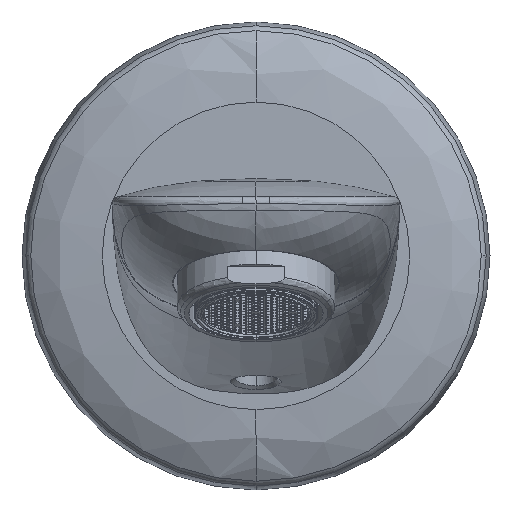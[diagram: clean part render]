
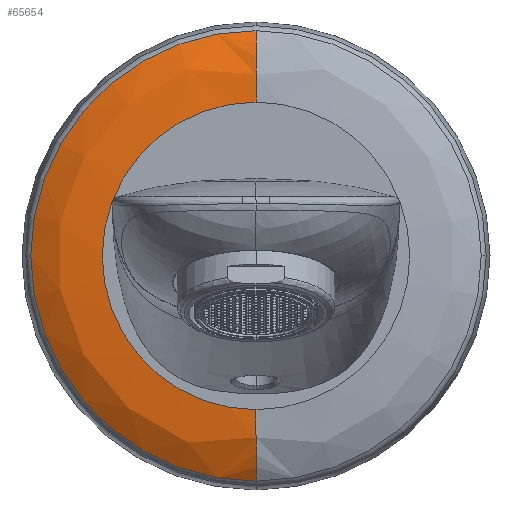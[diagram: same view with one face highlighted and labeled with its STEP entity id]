
A CAD part, top view. The second image highlights one B-rep face of the part: STEP entity #65654.
In plain terms, the highlighted face is a revolution surface.
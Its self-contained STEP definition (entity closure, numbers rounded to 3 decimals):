
#65230=CARTESIAN_POINT('',(0.,23.,0.5));
#65231=CARTESIAN_POINT('',(0.,25.5,0.5));
#65232=CARTESIAN_POINT('',(0.,29.693,0.5));
#65233=CARTESIAN_POINT('',(0.,33.691,-2.368));
#65235=CARTESIAN_POINT('',(0.,0.,-2.368));
#65236=DIRECTION('',(0.,0.,1.));
#65237=DIRECTION('',(-1.,0.,0.));
#65238=AXIS2_PLACEMENT_3D('',#65235,#65236,#65237);
#65240=CARTESIAN_POINT('',(0.,0.,-2.368));
#65241=DIRECTION('',(0.,0.,1.));
#65242=DIRECTION('',(0.,1.,0.));
#65243=AXIS2_PLACEMENT_3D('',#65240,#65241,#65242);
#65255=CARTESIAN_POINT('',(0.,-23.,0.5));
#65256=CARTESIAN_POINT('',(0.,-25.5,0.5));
#65257=CARTESIAN_POINT('',(0.,-29.693,0.5));
#65258=CARTESIAN_POINT('',(0.,-33.691,-2.368));
#65396=CARTESIAN_POINT('',(0.,0.,0.5));
#65397=DIRECTION('',(0.,0.,1.));
#65398=DIRECTION('',(0.,1.,0.));
#65399=AXIS2_PLACEMENT_3D('',#65396,#65397,#65398);
#65534=CARTESIAN_POINT('',(-33.691,0.,-2.368));
#65536=VERTEX_POINT('',#65534);
#65539=CARTESIAN_POINT('',(0.,-33.691,-2.368));
#65540=VERTEX_POINT('',#65539);
#65549=CARTESIAN_POINT('',(0.,23.,0.5));
#65550=CARTESIAN_POINT('',(0.,-23.,0.5));
#65551=VERTEX_POINT('',#65549);
#65552=VERTEX_POINT('',#65550);
#65553=CARTESIAN_POINT('',(0.,33.691,-2.368));
#65554=VERTEX_POINT('',#65553);
#65633=CARTESIAN_POINT('',(0.,-33.782,-2.434));
#65634=CARTESIAN_POINT('',(0.,-29.757,0.5));
#65635=CARTESIAN_POINT('',(0.,-25.456,0.5));
#65636=CARTESIAN_POINT('',(0.,-22.926,0.5));
#65637=CARTESIAN_POINT('',(0.,-22.89,0.5));
#65639=CARTESIAN_POINT('',(0.,0.,-0.934));
#65640=DIRECTION('',(0.,0.,1.));
#65641=AXIS1_PLACEMENT('',#65639,#65640);
#65642=SURFACE_OF_REVOLUTION('',#65638,#65641);
#65644=ORIENTED_EDGE('',*,*,#65643,.F.);
#65646=ORIENTED_EDGE('',*,*,#65645,.T.);
#65648=ORIENTED_EDGE('',*,*,#65647,.T.);
#65650=ORIENTED_EDGE('',*,*,#65649,.F.);
#65651=ORIENTED_EDGE('',*,*,#65618,.F.);
#65652=EDGE_LOOP('',(#65644,#65646,#65648,#65650,#65651));
#65653=FACE_OUTER_BOUND('',#65652,.F.);
#65654=ADVANCED_FACE('',(#65653),#65642,.T.);
#65234=B_SPLINE_CURVE_WITH_KNOTS('',3,(#65230,#65231,#65232,#65233),
.UNSPECIFIED.,.F.,.F.,(4,4),(0.,1.),.UNSPECIFIED.);
#65239=CIRCLE('',#65238,33.691);
#65244=CIRCLE('',#65243,33.691);
#65259=B_SPLINE_CURVE_WITH_KNOTS('',3,(#65255,#65256,#65257,#65258),
.UNSPECIFIED.,.F.,.F.,(4,4),(0.,1.),.UNSPECIFIED.);
#65400=CIRCLE('',#65399,23.);
#65618=EDGE_CURVE('',#65554,#65536,#65244,.T.);
#65638=B_SPLINE_CURVE_WITH_KNOTS('',3,(#65633,#65634,#65635,#65636,#65637),
.UNSPECIFIED.,.F.,.F.,(4,1,4),(0.,0.985,1.),.UNSPECIFIED.);
#65643=EDGE_CURVE('',#65551,#65554,#65234,.T.);
#65645=EDGE_CURVE('',#65551,#65552,#65400,.T.);
#65647=EDGE_CURVE('',#65552,#65540,#65259,.T.);
#65649=EDGE_CURVE('',#65536,#65540,#65239,.T.);
